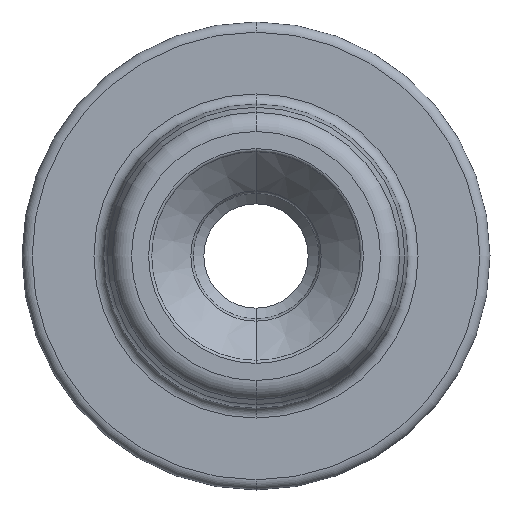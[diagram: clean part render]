
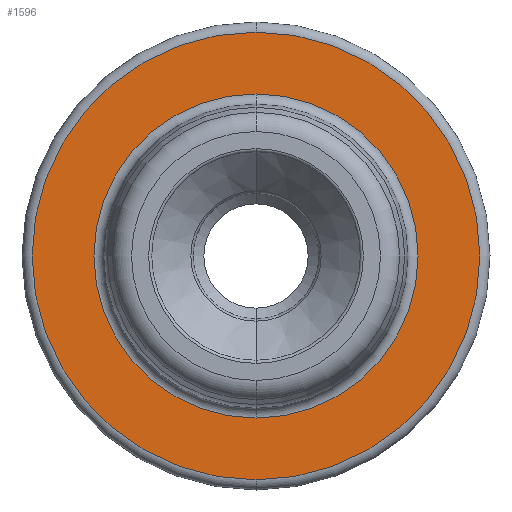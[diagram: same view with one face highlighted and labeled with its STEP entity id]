
A CAD part, front view. The second image highlights one B-rep face of the part: STEP entity #1596.
In plain terms, the highlighted planar face has unit normal (0, -1, 0).
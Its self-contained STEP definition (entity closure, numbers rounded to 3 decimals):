
#16 = DIRECTION ( 'NONE',  ( 0., 0., 1. ) ) ;
#40 = EDGE_CURVE ( 'NONE', #294, #445, #1138, .T. ) ;
#190 = CARTESIAN_POINT ( 'NONE',  ( 0., -3.3, -16. ) ) ;
#200 = EDGE_CURVE ( 'NONE', #717, #483, #479, .T. ) ;
#287 = CARTESIAN_POINT ( 'NONE',  ( 0., -3.3, -22.1 ) ) ;
#294 = VERTEX_POINT ( 'NONE', #190 ) ;
#344 = FACE_OUTER_BOUND ( 'NONE', #1398, .T. ) ;
#378 = AXIS2_PLACEMENT_3D ( 'NONE', #1279, #1270, #1627 ) ;
#382 = CIRCLE ( 'NONE', #1655, 16. ) ;
#444 = DIRECTION ( 'NONE',  ( 0., 1., 0. ) ) ;
#445 = VERTEX_POINT ( 'NONE', #600 ) ;
#457 = FACE_BOUND ( 'NONE', #1199, .T. ) ;
#463 = DIRECTION ( 'NONE',  ( 0., 0., 1. ) ) ;
#479 = CIRCLE ( 'NONE', #642, 22.1 ) ;
#483 = VERTEX_POINT ( 'NONE', #576 ) ;
#525 = DIRECTION ( 'NONE',  ( 0., 1., 0. ) ) ;
#576 = CARTESIAN_POINT ( 'NONE',  ( 0., -3.3, 22.1 ) ) ;
#600 = CARTESIAN_POINT ( 'NONE',  ( 0., -3.3, 16. ) ) ;
#624 = DIRECTION ( 'NONE',  ( 0., 0., 1. ) ) ;
#642 = AXIS2_PLACEMENT_3D ( 'NONE', #984, #777, #16 ) ;
#644 = CARTESIAN_POINT ( 'NONE',  ( 0., -3.3, 0. ) ) ;
#673 = CIRCLE ( 'NONE', #1258, 22.1 ) ;
#717 = VERTEX_POINT ( 'NONE', #287 ) ;
#724 = DIRECTION ( 'NONE',  ( 0., 0., 1. ) ) ;
#739 = CARTESIAN_POINT ( 'NONE',  ( 0., -3.3, 0. ) ) ;
#768 = ORIENTED_EDGE ( 'NONE', *, *, #200, .F. ) ;
#777 = DIRECTION ( 'NONE',  ( 0., 1., 0. ) ) ;
#783 = ORIENTED_EDGE ( 'NONE', *, *, #40, .T. ) ;
#858 = DIRECTION ( 'NONE',  ( 0., 1., 0. ) ) ;
#973 = ORIENTED_EDGE ( 'NONE', *, *, #1561, .T. ) ;
#984 = CARTESIAN_POINT ( 'NONE',  ( 0., -3.3, 0. ) ) ;
#1108 = CARTESIAN_POINT ( 'NONE',  ( 0., -3.3, 0. ) ) ;
#1114 = AXIS2_PLACEMENT_3D ( 'NONE', #1108, #858, #463 ) ;
#1138 = CIRCLE ( 'NONE', #1114, 16. ) ;
#1199 = EDGE_LOOP ( 'NONE', ( #973, #783 ) ) ;
#1258 = AXIS2_PLACEMENT_3D ( 'NONE', #739, #525, #724 ) ;
#1266 = PLANE ( 'NONE',  #378 ) ;
#1270 = DIRECTION ( 'NONE',  ( 0., -1., 0. ) ) ;
#1279 = CARTESIAN_POINT ( 'NONE',  ( 22.1, -3.3, 0. ) ) ;
#1398 = EDGE_LOOP ( 'NONE', ( #1575, #768 ) ) ;
#1561 = EDGE_CURVE ( 'NONE', #445, #294, #382, .T. ) ;
#1575 = ORIENTED_EDGE ( 'NONE', *, *, #1624, .F. ) ;
#1596 = ADVANCED_FACE ( 'NONE', ( #457, #344 ), #1266, .T. ) ;
#1624 = EDGE_CURVE ( 'NONE', #483, #717, #673, .T. ) ;
#1627 = DIRECTION ( 'NONE',  ( 0., 0., -1. ) ) ;
#1655 = AXIS2_PLACEMENT_3D ( 'NONE', #644, #444, #624 ) ;
